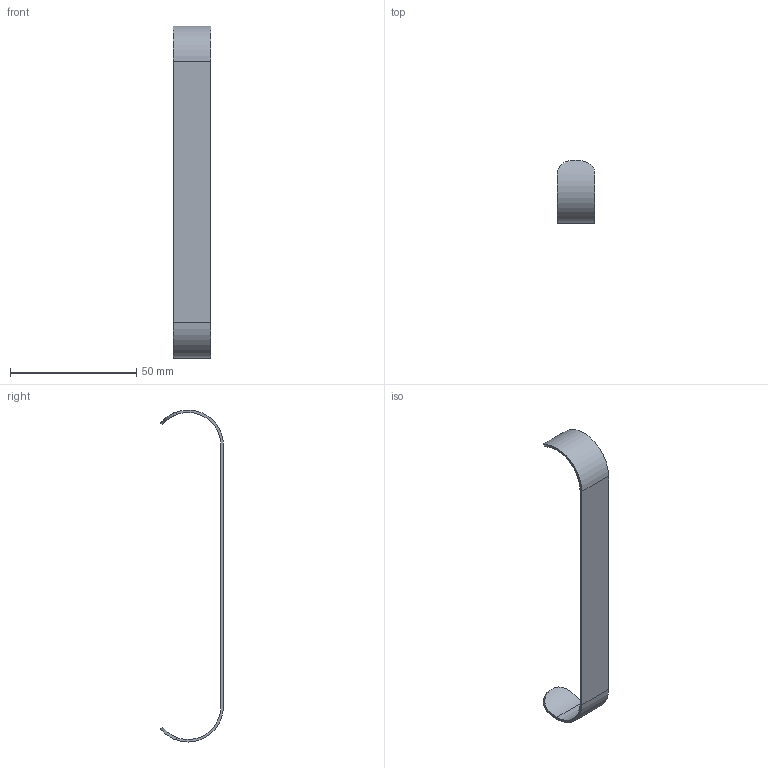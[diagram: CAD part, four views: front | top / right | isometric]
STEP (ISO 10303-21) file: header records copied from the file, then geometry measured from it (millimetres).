
FILE_DESCRIPTION (( 'STEP AP214' ), '1' );
FILE_NAME ('B355 Ñòîïîð äëÿ ðîëèêîâîé íàïðàâëÿþùåé, Ô28.STEP', '2025-06-06T08:53:18', ( '' ), ( '' ), 'SwSTEP 2.0', 'SolidWorks 2025', '' );
FILE_SCHEMA (( 'AUTOMOTIVE_DESIGN' ));
Length unit declared in the file: millimetre
Products named in the file (1): B355 Стопор для роликовой направляющей, Ф28
Bounding box: 15 x 24.89 x 131.49 mm (x, y, z)
Volume: 2507.2 mm3; surface area: 5372.4 mm2
Topology: 1 solids, 1 shells, 16 faces, 42 edges, 28 vertices
Faces by surface type: cylinder 10, plane 6
Entity records: 681 total; most frequent: CARTESIAN_POINT 263, ORIENTED_EDGE 84, DIRECTION 80, EDGE_CURVE 42, AXIS2_PLACEMENT_3D 29, VERTEX_POINT 28, LINE 22, VECTOR 22
